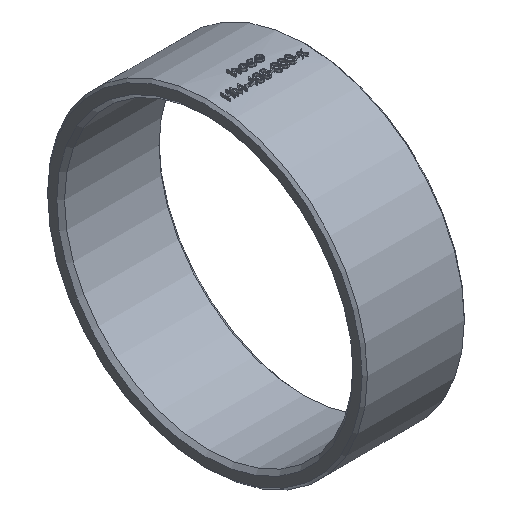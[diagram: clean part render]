
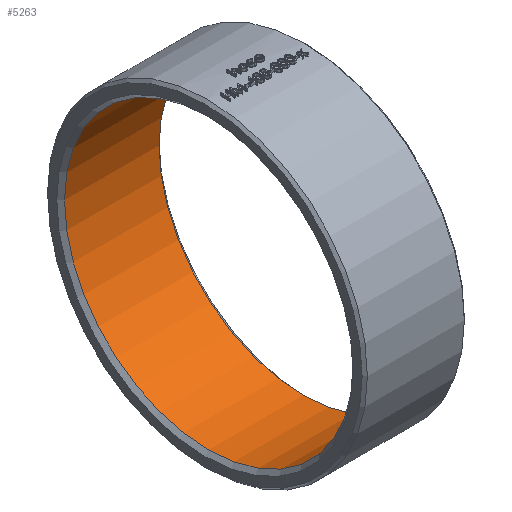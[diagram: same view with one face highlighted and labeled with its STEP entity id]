
A CAD part, isometric view. The second image highlights one B-rep face of the part: STEP entity #5263.
In plain terms, the highlighted cylindrical face has radius 55.036 mm (diameter 110.072 mm), a full revolution.
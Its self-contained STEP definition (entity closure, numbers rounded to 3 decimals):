
#505 = FACE_OUTER_BOUND ( 'NONE', #8211, .T. ) ;
#653 = CARTESIAN_POINT ( 'NONE',  ( 37.521, 0., 0. ) ) ;
#1916 = CARTESIAN_POINT ( 'NONE',  ( 37.521, 0., -55.036 ) ) ;
#1989 = ORIENTED_EDGE ( 'NONE', *, *, #10170, .T. ) ;
#2394 = AXIS2_PLACEMENT_3D ( 'NONE', #653, #4072, #7429 ) ;
#3049 = FACE_OUTER_BOUND ( 'NONE', #5274, .T. ) ;
#3535 = CIRCLE ( 'NONE', #6207, 55.036 ) ;
#3851 = CARTESIAN_POINT ( 'NONE',  ( 39.001, 0., 0. ) ) ;
#4072 = DIRECTION ( 'NONE',  ( 1., 0., 0. ) ) ;
#4639 = CYLINDRICAL_SURFACE ( 'NONE', #8178, 55.036 ) ;
#5263 = ADVANCED_FACE ( 'NONE', ( #505, #3049 ), #4639, .F. ) ;
#5274 = EDGE_LOOP ( 'NONE', ( #5437 ) ) ;
#5437 = ORIENTED_EDGE ( 'NONE', *, *, #7664, .T. ) ;
#5752 = CIRCLE ( 'NONE', #2394, 55.036 ) ;
#6207 = AXIS2_PLACEMENT_3D ( 'NONE', #8022, #8079, #10470 ) ;
#7171 = CARTESIAN_POINT ( 'NONE',  ( 1.479, 0., -55.036 ) ) ;
#7333 = DIRECTION ( 'NONE',  ( -1., 0., 0. ) ) ;
#7429 = DIRECTION ( 'NONE',  ( 0., 0., -1. ) ) ;
#7664 = EDGE_CURVE ( 'NONE', #9612, #9612, #3535, .T. ) ;
#8022 = CARTESIAN_POINT ( 'NONE',  ( 1.479, 0., 0. ) ) ;
#8079 = DIRECTION ( 'NONE',  ( -1., 0., 0. ) ) ;
#8178 = AXIS2_PLACEMENT_3D ( 'NONE', #3851, #7333, #10558 ) ;
#8211 = EDGE_LOOP ( 'NONE', ( #1989 ) ) ;
#9450 = VERTEX_POINT ( 'NONE', #1916 ) ;
#9612 = VERTEX_POINT ( 'NONE', #7171 ) ;
#10170 = EDGE_CURVE ( 'NONE', #9450, #9450, #5752, .T. ) ;
#10470 = DIRECTION ( 'NONE',  ( 0., 0., -1. ) ) ;
#10558 = DIRECTION ( 'NONE',  ( 0., 0., 1. ) ) ;
